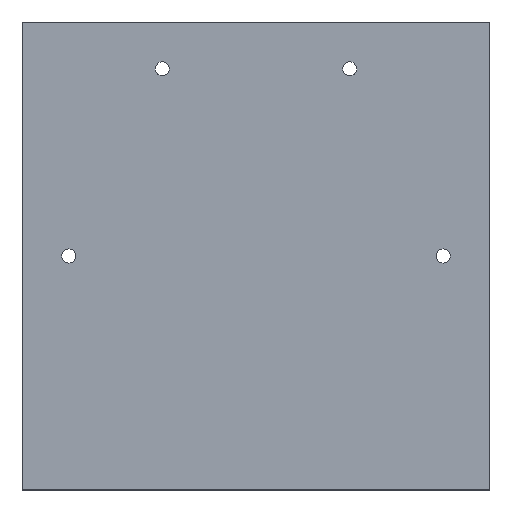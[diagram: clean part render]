
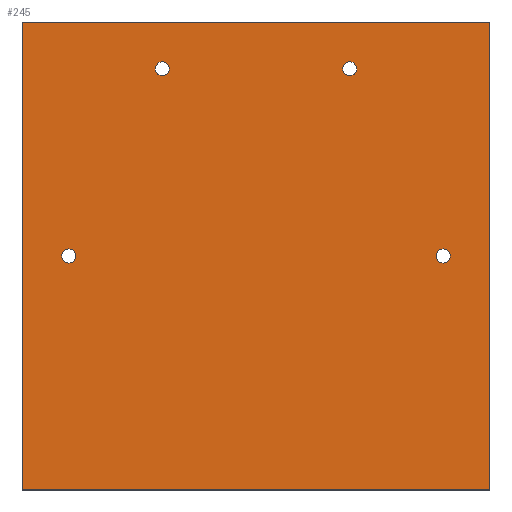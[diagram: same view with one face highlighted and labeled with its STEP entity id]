
A CAD part, top view. The second image highlights one B-rep face of the part: STEP entity #245.
In plain terms, the highlighted planar face has unit normal (0, 0, 1).
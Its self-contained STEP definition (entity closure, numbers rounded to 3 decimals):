
#1 = VERTEX_POINT ( 'NONE', #50 ) ;
#3 = AXIS2_PLACEMENT_3D ( 'NONE', #201, #16, #57 ) ;
#5 = EDGE_LOOP ( 'NONE', ( #116, #298 ) ) ;
#9 = CARTESIAN_POINT ( 'NONE',  ( 18.5, 40., 2. ) ) ;
#10 = CARTESIAN_POINT ( 'NONE',  ( -50., 50., 2. ) ) ;
#16 = DIRECTION ( 'NONE',  ( 0., 0., 1. ) ) ;
#23 = CARTESIAN_POINT ( 'NONE',  ( -50., -50., 2. ) ) ;
#29 = EDGE_CURVE ( 'NONE', #223, #40, #194, .T. ) ;
#35 = CARTESIAN_POINT ( 'NONE',  ( 40., 0., 2. ) ) ;
#40 = VERTEX_POINT ( 'NONE', #117 ) ;
#50 = CARTESIAN_POINT ( 'NONE',  ( -50., 50., 2. ) ) ;
#57 = DIRECTION ( 'NONE',  ( 1., 0., 0. ) ) ;
#72 = FACE_BOUND ( 'NONE', #458, .T. ) ;
#77 = CARTESIAN_POINT ( 'NONE',  ( -40., 0., 2. ) ) ;
#81 = CIRCLE ( 'NONE', #221, 1.5 ) ;
#83 = EDGE_CURVE ( 'NONE', #128, #1, #453, .T. ) ;
#85 = DIRECTION ( 'NONE',  ( 1., 0., 0. ) ) ;
#87 = FACE_BOUND ( 'NONE', #191, .T. ) ;
#97 = DIRECTION ( 'NONE',  ( 0., 0., 1. ) ) ;
#102 = DIRECTION ( 'NONE',  ( 0., 0., -1. ) ) ;
#103 = LINE ( 'NONE', #345, #307 ) ;
#106 = CIRCLE ( 'NONE', #3, 1.5 ) ;
#109 = VERTEX_POINT ( 'NONE', #341 ) ;
#113 = EDGE_CURVE ( 'NONE', #406, #128, #358, .T. ) ;
#115 = ORIENTED_EDGE ( 'NONE', *, *, #224, .F. ) ;
#116 = ORIENTED_EDGE ( 'NONE', *, *, #218, .F. ) ;
#117 = CARTESIAN_POINT ( 'NONE',  ( -38.5, 0., 2. ) ) ;
#121 = VERTEX_POINT ( 'NONE', #23 ) ;
#122 = CARTESIAN_POINT ( 'NONE',  ( 21.5, 40., 2. ) ) ;
#123 = CARTESIAN_POINT ( 'NONE',  ( 50., 50., 2. ) ) ;
#128 = VERTEX_POINT ( 'NONE', #439 ) ;
#129 = CARTESIAN_POINT ( 'NONE',  ( 38.5, 0., 2. ) ) ;
#131 = CARTESIAN_POINT ( 'NONE',  ( 40., 0., 2. ) ) ;
#139 = EDGE_CURVE ( 'NONE', #1, #121, #351, .T. ) ;
#140 = AXIS2_PLACEMENT_3D ( 'NONE', #325, #97, #473 ) ;
#156 = VECTOR ( 'NONE', #272, 1000. ) ;
#163 = EDGE_CURVE ( 'NONE', #260, #258, #394, .T. ) ;
#169 = DIRECTION ( 'NONE',  ( 1., 0., 0. ) ) ;
#170 = AXIS2_PLACEMENT_3D ( 'NONE', #211, #366, #213 ) ;
#171 = ORIENTED_EDGE ( 'NONE', *, *, #139, .T. ) ;
#173 = DIRECTION ( 'NONE',  ( 0., 0., -1. ) ) ;
#175 = CIRCLE ( 'NONE', #372, 1.5 ) ;
#176 = EDGE_CURVE ( 'NONE', #438, #436, #329, .T. ) ;
#181 = CIRCLE ( 'NONE', #170, 1.5 ) ;
#184 = VECTOR ( 'NONE', #274, 1000. ) ;
#191 = EDGE_LOOP ( 'NONE', ( #395, #330 ) ) ;
#194 = CIRCLE ( 'NONE', #442, 1.5 ) ;
#200 = DIRECTION ( 'NONE',  ( 0., -1., 0. ) ) ;
#201 = CARTESIAN_POINT ( 'NONE',  ( -40., 0., 2. ) ) ;
#204 = AXIS2_PLACEMENT_3D ( 'NONE', #35, #102, #234 ) ;
#208 = DIRECTION ( 'NONE',  ( 0., 0., 1. ) ) ;
#211 = CARTESIAN_POINT ( 'NONE',  ( 20., 40., 2. ) ) ;
#213 = DIRECTION ( 'NONE',  ( 1., 0., 0. ) ) ;
#218 = EDGE_CURVE ( 'NONE', #40, #223, #106, .T. ) ;
#219 = ORIENTED_EDGE ( 'NONE', *, *, #83, .T. ) ;
#221 = AXIS2_PLACEMENT_3D ( 'NONE', #286, #208, #169 ) ;
#223 = VERTEX_POINT ( 'NONE', #241 ) ;
#224 = EDGE_CURVE ( 'NONE', #258, #260, #81, .T. ) ;
#234 = DIRECTION ( 'NONE',  ( -1., 0., 0. ) ) ;
#236 = CARTESIAN_POINT ( 'NONE',  ( -18.5, 40., 2. ) ) ;
#241 = CARTESIAN_POINT ( 'NONE',  ( -41.5, 0., 2. ) ) ;
#245 = ADVANCED_FACE ( 'NONE', ( #269, #72, #87, #483, #361 ), #279, .F. ) ;
#253 = VECTOR ( 'NONE', #200, 1000. ) ;
#258 = VERTEX_POINT ( 'NONE', #399 ) ;
#259 = EDGE_CURVE ( 'NONE', #436, #438, #181, .T. ) ;
#260 = VERTEX_POINT ( 'NONE', #236 ) ;
#262 = ORIENTED_EDGE ( 'NONE', *, *, #326, .T. ) ;
#269 = FACE_OUTER_BOUND ( 'NONE', #283, .T. ) ;
#272 = DIRECTION ( 'NONE',  ( 0., 1., 0. ) ) ;
#274 = DIRECTION ( 'NONE',  ( -1., 0., 0. ) ) ;
#279 = PLANE ( 'NONE',  #418 ) ;
#283 = EDGE_LOOP ( 'NONE', ( #391, #219, #171, #300 ) ) ;
#286 = CARTESIAN_POINT ( 'NONE',  ( -20., 40., 2. ) ) ;
#298 = ORIENTED_EDGE ( 'NONE', *, *, #29, .F. ) ;
#300 = ORIENTED_EDGE ( 'NONE', *, *, #370, .T. ) ;
#307 = VECTOR ( 'NONE', #475, 1000. ) ;
#321 = DIRECTION ( 'NONE',  ( -1., 0., 0. ) ) ;
#324 = DIRECTION ( 'NONE',  ( -1., 0., 0. ) ) ;
#325 = CARTESIAN_POINT ( 'NONE',  ( 20., 40., 2. ) ) ;
#326 = EDGE_CURVE ( 'NONE', #393, #109, #417, .T. ) ;
#329 = CIRCLE ( 'NONE', #140, 1.5 ) ;
#330 = ORIENTED_EDGE ( 'NONE', *, *, #259, .F. ) ;
#335 = AXIS2_PLACEMENT_3D ( 'NONE', #359, #356, #480 ) ;
#341 = CARTESIAN_POINT ( 'NONE',  ( 41.5, 0., 2. ) ) ;
#345 = CARTESIAN_POINT ( 'NONE',  ( -50., -50., 2. ) ) ;
#346 = DIRECTION ( 'NONE',  ( 0., 0., 1. ) ) ;
#351 = LINE ( 'NONE', #434, #253 ) ;
#356 = DIRECTION ( 'NONE',  ( 0., 0., 1. ) ) ;
#358 = LINE ( 'NONE', #419, #156 ) ;
#359 = CARTESIAN_POINT ( 'NONE',  ( -20., 40., 2. ) ) ;
#361 = FACE_BOUND ( 'NONE', #383, .T. ) ;
#366 = DIRECTION ( 'NONE',  ( 0., 0., 1. ) ) ;
#370 = EDGE_CURVE ( 'NONE', #121, #406, #103, .T. ) ;
#372 = AXIS2_PLACEMENT_3D ( 'NONE', #131, #173, #324 ) ;
#383 = EDGE_LOOP ( 'NONE', ( #472, #262 ) ) ;
#386 = DIRECTION ( 'NONE',  ( 0., 0., -1. ) ) ;
#391 = ORIENTED_EDGE ( 'NONE', *, *, #113, .T. ) ;
#393 = VERTEX_POINT ( 'NONE', #129 ) ;
#394 = CIRCLE ( 'NONE', #335, 1.5 ) ;
#395 = ORIENTED_EDGE ( 'NONE', *, *, #176, .F. ) ;
#399 = CARTESIAN_POINT ( 'NONE',  ( -21.5, 40., 2. ) ) ;
#406 = VERTEX_POINT ( 'NONE', #431 ) ;
#415 = ORIENTED_EDGE ( 'NONE', *, *, #163, .F. ) ;
#417 = CIRCLE ( 'NONE', #204, 1.5 ) ;
#418 = AXIS2_PLACEMENT_3D ( 'NONE', #123, #386, #321 ) ;
#419 = CARTESIAN_POINT ( 'NONE',  ( 50., -50., 2. ) ) ;
#431 = CARTESIAN_POINT ( 'NONE',  ( 50., -50., 2. ) ) ;
#434 = CARTESIAN_POINT ( 'NONE',  ( -50., -50., 2. ) ) ;
#436 = VERTEX_POINT ( 'NONE', #9 ) ;
#438 = VERTEX_POINT ( 'NONE', #122 ) ;
#439 = CARTESIAN_POINT ( 'NONE',  ( 50., 50., 2. ) ) ;
#442 = AXIS2_PLACEMENT_3D ( 'NONE', #77, #346, #85 ) ;
#453 = LINE ( 'NONE', #10, #184 ) ;
#458 = EDGE_LOOP ( 'NONE', ( #415, #115 ) ) ;
#472 = ORIENTED_EDGE ( 'NONE', *, *, #489, .T. ) ;
#473 = DIRECTION ( 'NONE',  ( 1., 0., 0. ) ) ;
#475 = DIRECTION ( 'NONE',  ( 1., 0., 0. ) ) ;
#480 = DIRECTION ( 'NONE',  ( 1., 0., 0. ) ) ;
#483 = FACE_BOUND ( 'NONE', #5, .T. ) ;
#489 = EDGE_CURVE ( 'NONE', #109, #393, #175, .T. ) ;
